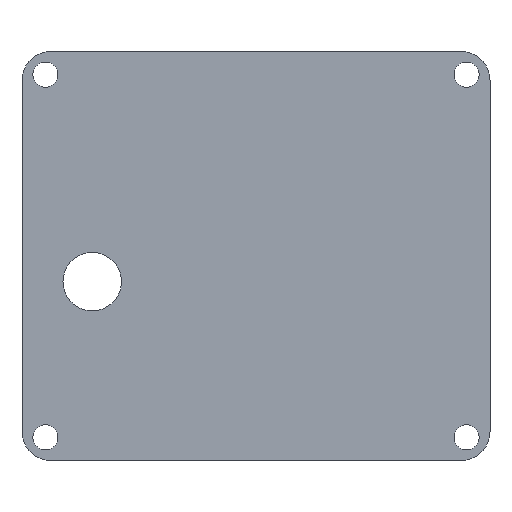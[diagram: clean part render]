
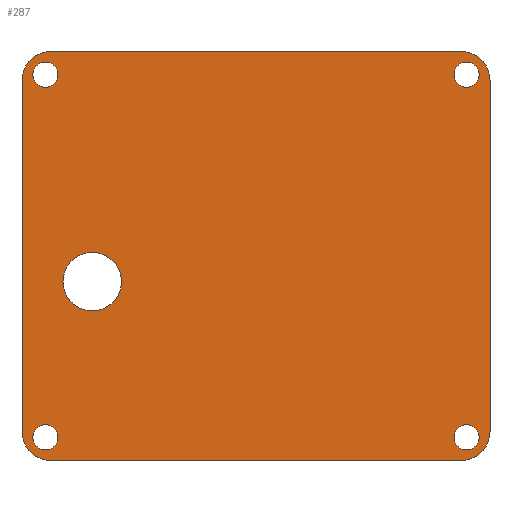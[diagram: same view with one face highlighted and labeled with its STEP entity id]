
A CAD part, front view. The second image highlights one B-rep face of the part: STEP entity #287.
In plain terms, the highlighted planar face has unit normal (0, -1, 0).
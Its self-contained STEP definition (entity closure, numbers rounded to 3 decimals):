
#28=FACE_BOUND('',#64,.T.);
#29=FACE_BOUND('',#65,.T.);
#30=FACE_BOUND('',#66,.T.);
#31=FACE_BOUND('',#67,.T.);
#32=FACE_BOUND('',#68,.T.);
#35=PLANE('',#327);
#43=FACE_OUTER_BOUND('',#63,.T.);
#63=EDGE_LOOP('',(#229,#230,#231,#232,#233,#234,#235,#236));
#64=EDGE_LOOP('',(#237));
#65=EDGE_LOOP('',(#238));
#66=EDGE_LOOP('',(#239));
#67=EDGE_LOOP('',(#240));
#68=EDGE_LOOP('',(#241));
#86=LINE('',#474,#107);
#88=LINE('',#478,#109);
#89=LINE('',#482,#110);
#90=LINE('',#486,#111);
#107=VECTOR('',#384,10.);
#109=VECTOR('',#388,10.);
#110=VECTOR('',#391,10.);
#111=VECTOR('',#394,10.);
#122=CIRCLE('',#314,5.);
#131=CIRCLE('',#325,5.);
#132=CIRCLE('',#328,5.);
#133=CIRCLE('',#329,5.);
#134=CIRCLE('',#330,5.);
#135=CIRCLE('',#331,2.15);
#136=CIRCLE('',#332,2.15);
#137=CIRCLE('',#333,2.15);
#138=CIRCLE('',#334,2.15);
#140=VERTEX_POINT('',#438);
#153=VERTEX_POINT('',#467);
#154=VERTEX_POINT('',#469);
#155=VERTEX_POINT('',#473);
#156=VERTEX_POINT('',#477);
#157=VERTEX_POINT('',#479);
#158=VERTEX_POINT('',#481);
#159=VERTEX_POINT('',#483);
#160=VERTEX_POINT('',#485);
#161=VERTEX_POINT('',#488);
#162=VERTEX_POINT('',#490);
#163=VERTEX_POINT('',#492);
#164=VERTEX_POINT('',#494);
#167=EDGE_CURVE('',#140,#140,#122,.T.);
#181=EDGE_CURVE('',#153,#154,#131,.T.);
#183=EDGE_CURVE('',#155,#154,#86,.T.);
#185=EDGE_CURVE('',#153,#156,#88,.T.);
#186=EDGE_CURVE('',#157,#156,#132,.T.);
#187=EDGE_CURVE('',#157,#158,#89,.T.);
#188=EDGE_CURVE('',#159,#158,#133,.T.);
#189=EDGE_CURVE('',#159,#160,#90,.T.);
#190=EDGE_CURVE('',#155,#160,#134,.T.);
#191=EDGE_CURVE('',#161,#161,#135,.T.);
#192=EDGE_CURVE('',#162,#162,#136,.T.);
#193=EDGE_CURVE('',#163,#163,#137,.T.);
#194=EDGE_CURVE('',#164,#164,#138,.T.);
#229=ORIENTED_EDGE('',*,*,#181,.F.);
#230=ORIENTED_EDGE('',*,*,#185,.T.);
#231=ORIENTED_EDGE('',*,*,#186,.F.);
#232=ORIENTED_EDGE('',*,*,#187,.T.);
#233=ORIENTED_EDGE('',*,*,#188,.F.);
#234=ORIENTED_EDGE('',*,*,#189,.T.);
#235=ORIENTED_EDGE('',*,*,#190,.F.);
#236=ORIENTED_EDGE('',*,*,#183,.T.);
#237=ORIENTED_EDGE('',*,*,#191,.F.);
#238=ORIENTED_EDGE('',*,*,#167,.F.);
#239=ORIENTED_EDGE('',*,*,#192,.F.);
#240=ORIENTED_EDGE('',*,*,#193,.F.);
#241=ORIENTED_EDGE('',*,*,#194,.F.);
#287=ADVANCED_FACE('',(#43,#28,#29,#30,#31,#32),#35,.F.);
#314=AXIS2_PLACEMENT_3D('',#440,#352,#353);
#325=AXIS2_PLACEMENT_3D('',#470,#379,#380);
#327=AXIS2_PLACEMENT_3D('',#476,#386,#387);
#328=AXIS2_PLACEMENT_3D('',#480,#389,#390);
#329=AXIS2_PLACEMENT_3D('',#484,#392,#393);
#330=AXIS2_PLACEMENT_3D('',#487,#395,#396);
#331=AXIS2_PLACEMENT_3D('',#489,#397,#398);
#332=AXIS2_PLACEMENT_3D('',#491,#399,#400);
#333=AXIS2_PLACEMENT_3D('',#493,#401,#402);
#334=AXIS2_PLACEMENT_3D('',#495,#403,#404);
#352=DIRECTION('center_axis',(0.,-1.,0.));
#353=DIRECTION('ref_axis',(1.,0.,0.));
#379=DIRECTION('center_axis',(0.,1.,0.));
#380=DIRECTION('ref_axis',(-0.707,0.,0.707));
#384=DIRECTION('',(-1.,0.,0.));
#386=DIRECTION('center_axis',(0.,1.,0.));
#387=DIRECTION('ref_axis',(1.,0.,0.));
#388=DIRECTION('',(0.,0.,-1.));
#389=DIRECTION('center_axis',(0.,1.,0.));
#390=DIRECTION('ref_axis',(-0.707,0.,-0.707));
#391=DIRECTION('',(1.,0.,0.));
#392=DIRECTION('center_axis',(0.,1.,0.));
#393=DIRECTION('ref_axis',(0.707,0.,-0.707));
#394=DIRECTION('',(0.,0.,1.));
#395=DIRECTION('center_axis',(0.,1.,0.));
#396=DIRECTION('ref_axis',(0.707,0.,0.707));
#397=DIRECTION('center_axis',(0.,-1.,0.));
#398=DIRECTION('ref_axis',(1.,0.,0.));
#399=DIRECTION('center_axis',(0.,-1.,0.));
#400=DIRECTION('ref_axis',(1.,0.,0.));
#401=DIRECTION('center_axis',(0.,-1.,0.));
#402=DIRECTION('ref_axis',(1.,0.,0.));
#403=DIRECTION('center_axis',(0.,-1.,0.));
#404=DIRECTION('ref_axis',(1.,0.,0.));
#438=CARTESIAN_POINT('',(-33.001,41.,-4.383));
#440=CARTESIAN_POINT('Origin',(-28.001,41.,-4.383));
#467=CARTESIAN_POINT('',(-40.,41.,30.));
#469=CARTESIAN_POINT('',(-35.,41.,35.));
#470=CARTESIAN_POINT('Origin',(-35.,41.,30.));
#473=CARTESIAN_POINT('',(35.,41.,35.));
#474=CARTESIAN_POINT('',(40.,41.,35.));
#476=CARTESIAN_POINT('Origin',(0.,41.,0.));
#477=CARTESIAN_POINT('',(-40.,41.,-30.));
#478=CARTESIAN_POINT('',(-40.,41.,35.));
#479=CARTESIAN_POINT('',(-35.,41.,-35.));
#480=CARTESIAN_POINT('Origin',(-35.,41.,-30.));
#481=CARTESIAN_POINT('',(35.,41.,-35.));
#482=CARTESIAN_POINT('',(-40.,41.,-35.));
#483=CARTESIAN_POINT('',(40.,41.,-30.));
#484=CARTESIAN_POINT('Origin',(35.,41.,-30.));
#485=CARTESIAN_POINT('',(40.,41.,30.));
#486=CARTESIAN_POINT('',(40.,41.,-35.));
#487=CARTESIAN_POINT('Origin',(35.,41.,30.));
#488=CARTESIAN_POINT('',(-38.15,41.,-31.));
#489=CARTESIAN_POINT('Origin',(-36.,41.,-31.));
#490=CARTESIAN_POINT('',(-38.15,41.,31.));
#491=CARTESIAN_POINT('Origin',(-36.,41.,31.));
#492=CARTESIAN_POINT('',(33.85,41.,31.));
#493=CARTESIAN_POINT('Origin',(36.,41.,31.));
#494=CARTESIAN_POINT('',(33.85,41.,-31.));
#495=CARTESIAN_POINT('Origin',(36.,41.,-31.));
